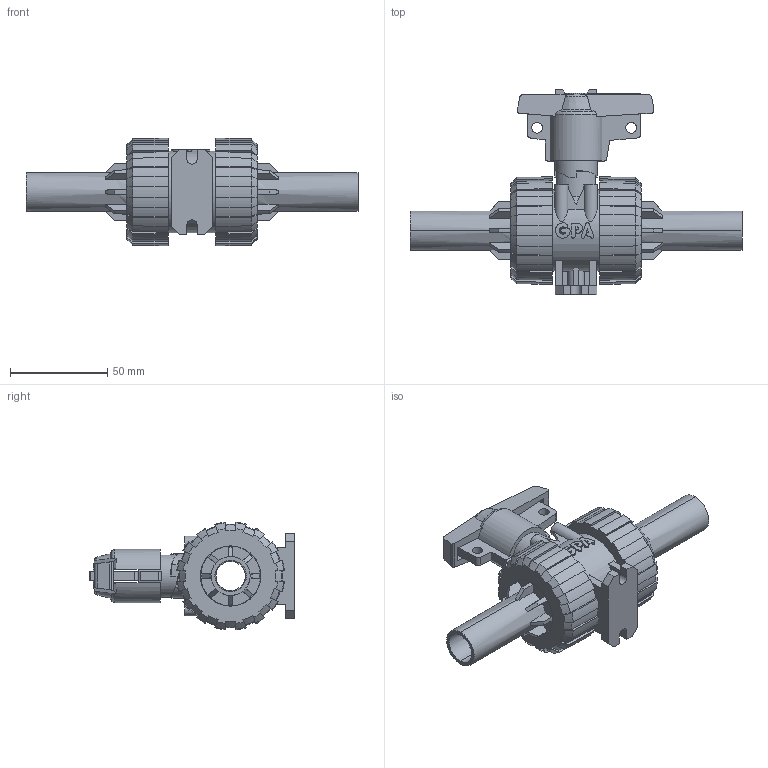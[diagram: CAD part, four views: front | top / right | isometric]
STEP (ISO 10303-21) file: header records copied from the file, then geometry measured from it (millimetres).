
FILE_DESCRIPTION(/* description */ ('PVC Ball Valve type M1 with EPDM gasket and long PE SDR11 spigots, Ø20/DN15 , PN10'),/* implementation_level */ '2;1');
FILE_NAME(/* name */ 'M1BEU-E-020',/* time_stamp */ '2021-11-25T13:21:37+01:00',/* author */ ('COAB Solutions'),/* organization */ ('GPA Flowsystem'),/* preprocessor_version */ 'ST-DEVELOPER v18.1',/* originating_system */ 'www.coabsolutions.com',/* authorisation */ 'unknown authorization');
FILE_SCHEMA (('AUTOMOTIVE_DESIGN { 1 0 10303 214 3 1 1 }'));
Length unit declared in the file: millimetre
Products named in the file (1): M1DU-E-020
Bounding box: 170.5 x 105.67 x 55.24 mm (x, y, z)
Volume: 168287 mm3; surface area: 55473.3 mm2
Topology: 1 solids, 3 shells, 525 faces, 1522 edges, 1011 vertices
Faces by surface type: plane 264, cone 172, cylinder 44, bspline 37, torus 8
Full cylindrical faces by diameter (mm): 5.5 x2, 7 x4, 15 x1, 22 x1, 31 x2, 41.97 x3
Entity records: 19572 total; most frequent: CARTESIAN_POINT 6331, ORIENTED_EDGE 3044, DIRECTION 2473, EDGE_CURVE 1522, VERTEX_POINT 1011, AXIS2_PLACEMENT_3D 930, LINE 613, VECTOR 613
